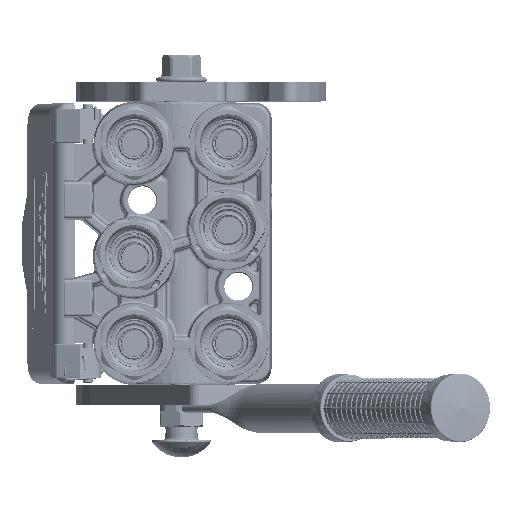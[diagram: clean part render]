
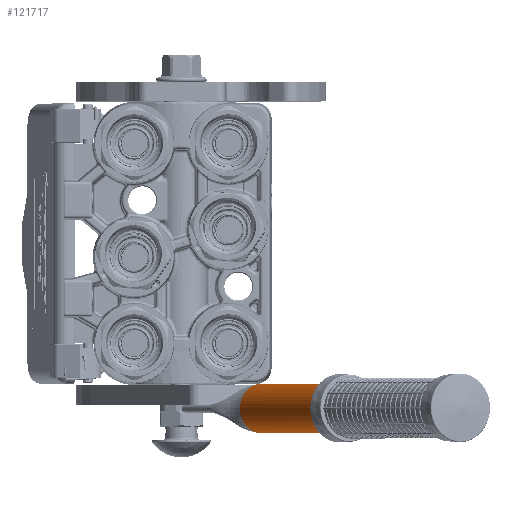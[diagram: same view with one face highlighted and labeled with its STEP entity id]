
A CAD part, top view. The second image highlights one B-rep face of the part: STEP entity #121717.
In plain terms, the highlighted cylindrical face has radius 12.5 mm (diameter 25 mm), a partial arc.
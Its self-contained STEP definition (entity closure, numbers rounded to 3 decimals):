
#514 = CARTESIAN_POINT ( 'NONE',  ( 12.482, 0.18, 0.676 ) ) ;
#4651 = CARTESIAN_POINT ( 'NONE',  ( -12.471, 0.146, 0.847 ) ) ;
#5505 = CARTESIAN_POINT ( 'NONE',  ( -12.494, 0.221, 0.449 ) ) ;
#7930 = AXIS2_PLACEMENT_3D ( 'NONE', #16597, #235937, #256677 ) ;
#16597 = CARTESIAN_POINT ( 'NONE',  ( 0., 0., 0. ) ) ;
#18786 = CARTESIAN_POINT ( 'NONE',  ( 12.488, 0.202, 0.541 ) ) ;
#24495 = ORIENTED_EDGE ( 'NONE', *, *, #222103, .T. ) ;
#32077 = FACE_OUTER_BOUND ( 'NONE', #203369, .T. ) ;
#35830 = CARTESIAN_POINT ( 'NONE',  ( 12.5, 0.24, 0. ) ) ;
#37482 = EDGE_CURVE ( 'NONE', #49080, #203508, #143140, .T. ) ;
#38770 = CARTESIAN_POINT ( 'NONE',  ( 12.486, 0.195, 0.586 ) ) ;
#39495 = ORIENTED_EDGE ( 'NONE', *, *, #157962, .F. ) ;
#44655 = CARTESIAN_POINT ( 'NONE',  ( -12.468, 0.136, 0.889 ) ) ;
#44846 = ORIENTED_EDGE ( 'NONE', *, *, #187933, .F. ) ;
#47066 = VERTEX_POINT ( 'NONE', #214978 ) ;
#49080 = VERTEX_POINT ( 'NONE', #205481 ) ;
#53757 = CARTESIAN_POINT ( 'NONE',  ( 12.5, 198., 0. ) ) ;
#58520 = CARTESIAN_POINT ( 'NONE',  ( 0., 0., 0. ) ) ;
#58769 = CARTESIAN_POINT ( 'NONE',  ( 12.484, 0.186, 0.638 ) ) ;
#64279 = CIRCLE ( 'NONE', #7930, 12.5 ) ;
#64608 = CARTESIAN_POINT ( 'NONE',  ( -12.5, 0.24, 0. ) ) ;
#65061 = ORIENTED_EDGE ( 'NONE', *, *, #186539, .T. ) ;
#73317 = CARTESIAN_POINT ( 'NONE',  ( 0., 0., 0. ) ) ;
#75296 = CARTESIAN_POINT ( 'NONE',  ( 12.426, 0., 1.36 ) ) ;
#79481 = CARTESIAN_POINT ( 'NONE',  ( 12.5, 0.24, 0. ) ) ;
#82031 = CARTESIAN_POINT ( 'NONE',  ( 12.5, 0.24, 0.108 ) ) ;
#85982 = DIRECTION ( 'NONE',  ( -1., 0., 0. ) ) ;
#86228 = CARTESIAN_POINT ( 'NONE',  ( -12.461, 0.114, 0.981 ) ) ;
#88207 = CARTESIAN_POINT ( 'NONE',  ( 12.472, 0.146, 0.859 ) ) ;
#92263 = B_SPLINE_CURVE_WITH_KNOTS ( 'NONE', 3,
 ( #79481, #82031, #177482, #180035, #137676, #18786, #38770, #58769, #217400, #514, #240674, #226031, #88207, #167173, #108213 ),
 .UNSPECIFIED., .F., .F.,
 ( 4, 2, 2, 1, 1, 1, 2, 2, 4 ),
 ( 0., 0.25, 0.375, 0.437, 0.469, 0.484, 0.492, 0.5, 1. ),
 .UNSPECIFIED. ) ;
#108213 = CARTESIAN_POINT ( 'NONE',  ( 12.426, 0., 1.36 ) ) ;
#110926 = VERTEX_POINT ( 'NONE', #170673 ) ;
#113841 = B_SPLINE_CURVE_WITH_KNOTS ( 'NONE', 3,
 ( #143515, #243955, #123590, #86228, #166909, #204982, #166052, #164284, #44655, #4651, #224031, #124446, #163417, #5505, #183325, #64608 ),
 .UNSPECIFIED., .F., .F.,
 ( 4, 2, 1, 2, 2, 1, 2, 2, 4 ),
 ( 0., 0.25, 0.312, 0.328, 0.344, 0.375, 0.437, 0.5, 1. ),
 .UNSPECIFIED. ) ;
#117480 = DIRECTION ( 'NONE',  ( 0., 1., 0. ) ) ;
#121717 = ADVANCED_FACE ( 'NONE', ( #32077 ), #202702, .T. ) ;
#123590 = CARTESIAN_POINT ( 'NONE',  ( -12.452, 0.083, 1.1 ) ) ;
#124446 = CARTESIAN_POINT ( 'NONE',  ( -12.478, 0.167, 0.748 ) ) ;
#130371 = AXIS2_PLACEMENT_3D ( 'NONE', #58520, #117480, #217994 ) ;
#137523 = VERTEX_POINT ( 'NONE', #146341 ) ;
#137676 = CARTESIAN_POINT ( 'NONE',  ( 12.492, 0.214, 0.452 ) ) ;
#140608 = ORIENTED_EDGE ( 'NONE', *, *, #179090, .T. ) ;
#143140 = CIRCLE ( 'NONE', #206428, 12.5 ) ;
#143515 = CARTESIAN_POINT ( 'NONE',  ( -12.426, 0., 1.36 ) ) ;
#144681 = CARTESIAN_POINT ( 'NONE',  ( 12.5, 0.24, 0. ) ) ;
#146341 = CARTESIAN_POINT ( 'NONE',  ( -12.426, 0., 1.36 ) ) ;
#147454 = VERTEX_POINT ( 'NONE', #35830 ) ;
#153094 = DIRECTION ( 'NONE',  ( 0., -1., 0. ) ) ;
#156778 = EDGE_CURVE ( 'NONE', #110926, #49080, #161801, .T. ) ;
#157962 = EDGE_CURVE ( 'NONE', #137523, #110926, #113841, .T. ) ;
#161801 = LINE ( 'NONE', #169435, #174259 ) ;
#162333 = DIRECTION ( 'NONE',  ( 0., 1., 0. ) ) ;
#163417 = CARTESIAN_POINT ( 'NONE',  ( -12.479, 0.172, 0.721 ) ) ;
#164284 = CARTESIAN_POINT ( 'NONE',  ( -12.467, 0.131, 0.91 ) ) ;
#166052 = CARTESIAN_POINT ( 'NONE',  ( -12.466, 0.13, 0.917 ) ) ;
#166909 = CARTESIAN_POINT ( 'NONE',  ( -12.464, 0.121, 0.953 ) ) ;
#167173 = CARTESIAN_POINT ( 'NONE',  ( 12.456, 0.096, 1.087 ) ) ;
#169435 = CARTESIAN_POINT ( 'NONE',  ( -12.5, 0.24, 0. ) ) ;
#170673 = CARTESIAN_POINT ( 'NONE',  ( -12.5, 0.24, 0. ) ) ;
#170814 = VECTOR ( 'NONE', #226114, 1000. ) ;
#174259 = VECTOR ( 'NONE', #228309, 1000. ) ;
#177482 = CARTESIAN_POINT ( 'NONE',  ( 12.499, 0.235, 0.221 ) ) ;
#179090 = EDGE_CURVE ( 'NONE', #47066, #228162, #64279, .T. ) ;
#180035 = CARTESIAN_POINT ( 'NONE',  ( 12.494, 0.22, 0.394 ) ) ;
#183325 = CARTESIAN_POINT ( 'NONE',  ( -12.5, 0.24, 0.216 ) ) ;
#186539 = EDGE_CURVE ( 'NONE', #137523, #47066, #236511, .T. ) ;
#187933 = EDGE_CURVE ( 'NONE', #147454, #228162, #92263, .T. ) ;
#188242 = AXIS2_PLACEMENT_3D ( 'NONE', #73317, #153094, #251866 ) ;
#202702 = CYLINDRICAL_SURFACE ( 'NONE', #188242, 12.5 ) ;
#203369 = EDGE_LOOP ( 'NONE', ( #24495, #243207, #254748, #39495, #65061, #140608, #44846 ) ) ;
#203508 = VERTEX_POINT ( 'NONE', #53757 ) ;
#204982 = CARTESIAN_POINT ( 'NONE',  ( -12.466, 0.127, 0.927 ) ) ;
#205481 = CARTESIAN_POINT ( 'NONE',  ( -12.5, 198., 0. ) ) ;
#205616 = CARTESIAN_POINT ( 'NONE',  ( 0., 198., 0. ) ) ;
#206428 = AXIS2_PLACEMENT_3D ( 'NONE', #205616, #162333, #85982 ) ;
#214978 = CARTESIAN_POINT ( 'NONE',  ( 0., 0., 12.5 ) ) ;
#217400 = CARTESIAN_POINT ( 'NONE',  ( 12.482, 0.182, 0.665 ) ) ;
#217994 = DIRECTION ( 'NONE',  ( -0.994, 0., 0.109 ) ) ;
#222103 = EDGE_CURVE ( 'NONE', #147454, #203508, #242095, .T. ) ;
#224031 = CARTESIAN_POINT ( 'NONE',  ( -12.474, 0.155, 0.804 ) ) ;
#226031 = CARTESIAN_POINT ( 'NONE',  ( 12.481, 0.178, 0.688 ) ) ;
#226114 = DIRECTION ( 'NONE',  ( 0., 1., 0. ) ) ;
#228162 = VERTEX_POINT ( 'NONE', #75296 ) ;
#228309 = DIRECTION ( 'NONE',  ( 0., 1., 0. ) ) ;
#235937 = DIRECTION ( 'NONE',  ( 0., 1., 0. ) ) ;
#236511 = CIRCLE ( 'NONE', #130371, 12.5 ) ;
#240674 = CARTESIAN_POINT ( 'NONE',  ( 12.481, 0.178, 0.683 ) ) ;
#242095 = LINE ( 'NONE', #144681, #170814 ) ;
#243207 = ORIENTED_EDGE ( 'NONE', *, *, #37482, .F. ) ;
#243955 = CARTESIAN_POINT ( 'NONE',  ( -12.441, 0.049, 1.219 ) ) ;
#251866 = DIRECTION ( 'NONE',  ( 1., 0., 0. ) ) ;
#254748 = ORIENTED_EDGE ( 'NONE', *, *, #156778, .F. ) ;
#256677 = DIRECTION ( 'NONE',  ( -0.994, 0., 0.109 ) ) ;
